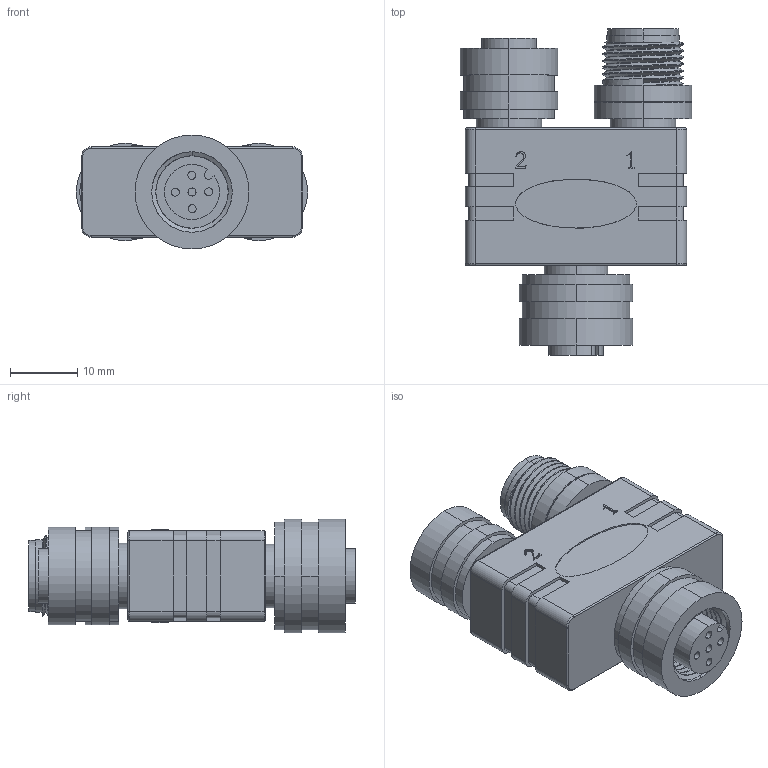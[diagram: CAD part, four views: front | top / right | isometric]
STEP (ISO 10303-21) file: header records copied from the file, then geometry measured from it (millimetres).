
FILE_DESCRIPTION (( 'STEP AP203' ), '1' );
FILE_NAME ('P261.STEP', '2020-03-31T06:49:59', ( 'edpusr' ), ( 'Microsoft' ), 'SwSTEP 2.0', 'SolidWorks 2015', '' );
FILE_SCHEMA (( 'CONFIG_CONTROL_DESIGN' ));
Length unit declared in the file: millimetre
Products named in the file (1): P261
Bounding box: 34.5 x 48.7 x 17 mm (x, y, z)
Volume: 13641.7 mm3; surface area: 7560.1 mm2
Topology: 1 solids, 1 shells, 549 faces, 1456 edges, 951 vertices
Faces by surface type: cylinder 244, plane 242, bspline 61, cone 2
Entity records: 22056 total; most frequent: CARTESIAN_POINT 8675, ORIENTED_EDGE 2884, DIRECTION 2653, EDGE_CURVE 1442, VERTEX_POINT 951, AXIS2_PLACEMENT_3D 902, LINE 849, VECTOR 849
